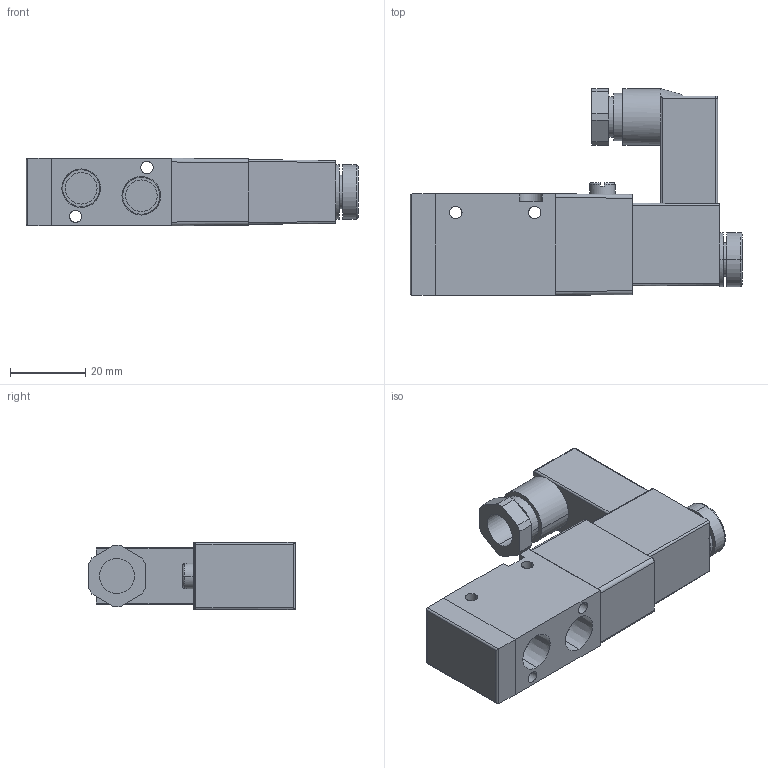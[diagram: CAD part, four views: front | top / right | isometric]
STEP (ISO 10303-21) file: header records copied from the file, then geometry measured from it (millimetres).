
FILE_DESCRIPTION (( 'STEP AP203' ), '1' );
FILE_NAME ('AVS-3111-120A.step', '2015-11-09T22:44:52', ( '' ), ( '' ), 'SwSTEP 2.0', 'SolidWorks 2015', '' );
FILE_SCHEMA (( 'CONFIG_CONTROL_DESIGN' ));
Length unit declared in the file: millimetre
Products named in the file (1): AVS-3111-120A
Bounding box: 88.4 x 55 x 18 mm (x, y, z)
Volume: 44265.3 mm3; surface area: 15251.4 mm2
Topology: 4 solids, 4 shells, 137 faces, 336 edges, 215 vertices
Faces by surface type: plane 72, cylinder 51, cone 6, torus 5, sphere 2, bspline 1
Entity records: 4289 total; most frequent: CARTESIAN_POINT 997, ORIENTED_EDGE 668, DIRECTION 663, EDGE_CURVE 334, AXIS2_PLACEMENT_3D 236, VERTEX_POINT 215, VECTOR 191, LINE 191
